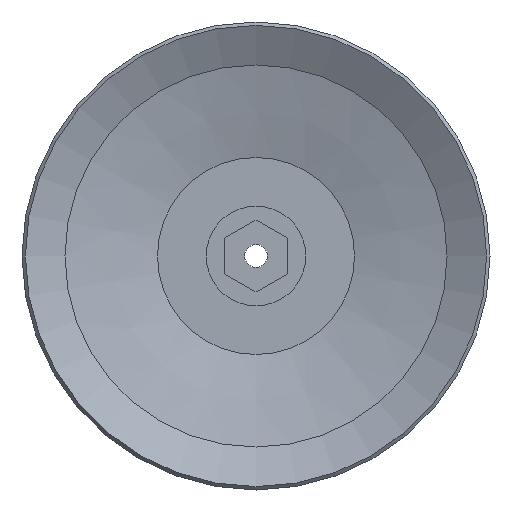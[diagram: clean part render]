
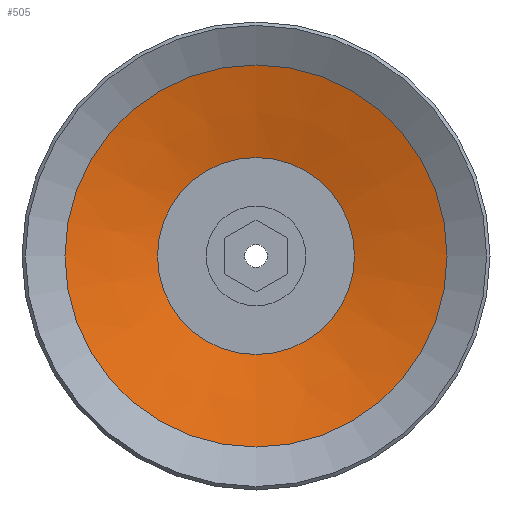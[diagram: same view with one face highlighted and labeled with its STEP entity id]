
A CAD part, front view. The second image highlights one B-rep face of the part: STEP entity #505.
In plain terms, the highlighted conical face has half-angle 75 degrees and reference radius 42.701 mm.
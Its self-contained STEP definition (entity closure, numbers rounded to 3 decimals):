
#22=CONICAL_SURFACE('',#539,42.701,1.309);
#35=CIRCLE('',#537,42.701);
#37=CIRCLE('',#540,82.849);
#62=ORIENTED_EDGE('',*,*,#133,.T.);
#63=ORIENTED_EDGE('',*,*,#131,.F.);
#131=EDGE_CURVE('',#167,#167,#35,.T.);
#133=EDGE_CURVE('',#169,#169,#37,.T.);
#167=VERTEX_POINT('',#702);
#169=VERTEX_POINT('',#707);
#231=EDGE_LOOP('',(#62));
#232=EDGE_LOOP('',(#63));
#275=FACE_BOUND('',#231,.T.);
#276=FACE_BOUND('',#232,.T.);
#505=ADVANCED_FACE('',(#275,#276),#22,.F.);
#537=AXIS2_PLACEMENT_3D('',#701,#593,#594);
#539=AXIS2_PLACEMENT_3D('',#705,#597,#598);
#540=AXIS2_PLACEMENT_3D('',#706,#599,#600);
#593=DIRECTION('',(0.,-1.,0.));
#594=DIRECTION('',(0.,0.,-1.));
#597=DIRECTION('',(0.,-1.,0.));
#598=DIRECTION('',(0.,0.,-1.));
#599=DIRECTION('',(0.,-1.,0.));
#600=DIRECTION('',(0.,0.,-1.));
#701=CARTESIAN_POINT('',(0.,20.,0.));
#702=CARTESIAN_POINT('',(0.,20.,-42.701));
#705=CARTESIAN_POINT('',(0.,20.,0.));
#706=CARTESIAN_POINT('',(0.,9.242,0.));
#707=CARTESIAN_POINT('',(0.,9.242,-82.849));
